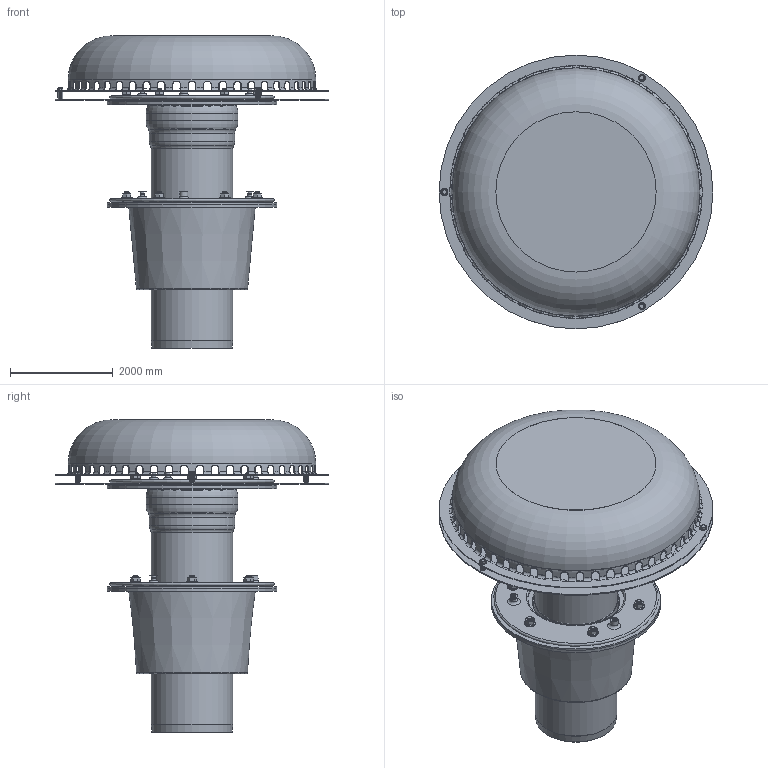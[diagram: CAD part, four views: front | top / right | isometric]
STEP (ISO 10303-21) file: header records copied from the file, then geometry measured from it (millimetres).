
FILE_DESCRIPTION(/* description */ (''),/* implementation_level */ '2;1');
FILE_NAME(/* name */ '21122.150X_3D.stp',/* time_stamp */ '2024-12-12T08:15:13+01:00',/* author */ ('CAD'),/* organization */ (''),/* preprocessor_version */ 'ST-DEVELOPER v20',/* originating_system */ 'AutoCAD Mechanical',/* authorisation */ '');
FILE_SCHEMA (('AUTOMOTIVE_DESIGN { 1 0 10303 214 3 1 1 }'));
Length unit declared in the file: centimetre
Products named in the file (13): Product; *U1; *U0; *U3; *U2; *U5; *U4; *U7; *U6; *U9; *U8; *U11; *U10
Assembly tree (36 placements, depth 3):
  Product
    *U1
      *U0  x6
    *U3
      *U2  x6
    *U5
      *U4  x6
    *U7
      *U6  x3
    *U9
      *U8  x6
    *U11
      *U10  x3
Bounding box: 5330 x 5330 x 6080 mm (x, y, z)
Volume: 5430675521 mm3; surface area: 265372417.4 mm2
Topology: 48 solids, 48 shells, 1302 faces, 3198 edges, 1967 vertices
Faces by surface type: cone 661, plane 345, cylinder 143, torus 103, bspline 50
Full cylindrical faces by diameter (mm): 40 x3, 70 x24, 80 x39, 83.76 x12, 100 x3, 140 x12, 160 x18, 1410 x1, 1560 x4, 1590 x2, 1610 x1, 1620 x1, 1638 x2, 1668 x2, 1710 x2, 1758 x2, 1788 x2, 1800 x1, 1900 x3, 2040 x1, 3300 x4, 4790 x1, 4820 x1, 5330 x2
Entity records: 30654 total; most frequent: CARTESIAN_POINT 11507, ORIENTED_EDGE 3970, DIRECTION 3954, EDGE_CURVE 1985, AXIS2_PLACEMENT_3D 1582, VERTEX_POINT 1247, EDGE_LOOP 918, CIRCLE 839
